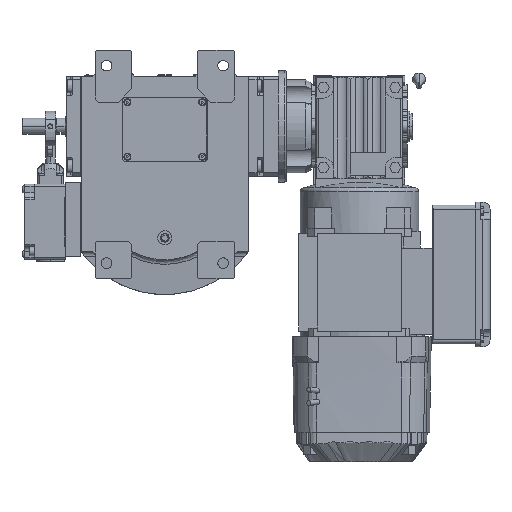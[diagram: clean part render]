
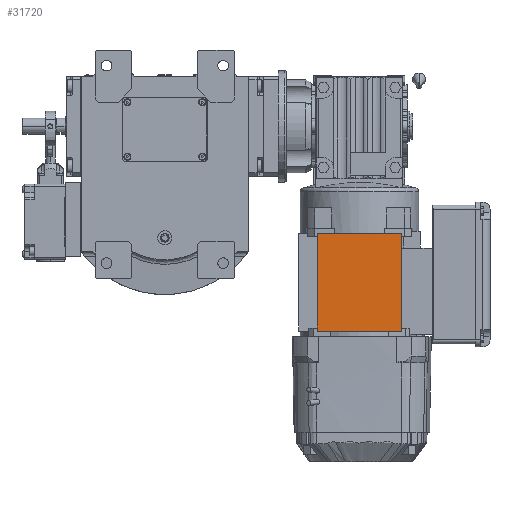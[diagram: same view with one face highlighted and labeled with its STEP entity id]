
A CAD part, front view. The second image highlights one B-rep face of the part: STEP entity #31720.
In plain terms, the highlighted face is planar.
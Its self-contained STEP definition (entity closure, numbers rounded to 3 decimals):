
#4713 = CARTESIAN_POINT ( 'NONE',  ( 202., -41.5, 83. ) ) ;
#5540 = VERTEX_POINT ( 'NONE', #62342 ) ;
#8112 = VERTEX_POINT ( 'NONE', #70167 ) ;
#12493 = VERTEX_POINT ( 'NONE', #35107 ) ;
#21595 = CARTESIAN_POINT ( 'NONE',  ( 202., -41.5, 83. ) ) ;
#22462 = CARTESIAN_POINT ( 'NONE',  ( 202., 41.5, 83. ) ) ;
#26610 = EDGE_CURVE ( 'NONE', #12493, #8112, #39082, .T. ) ;
#27481 = CARTESIAN_POINT ( 'NONE',  ( 106., -41.5, 83. ) ) ;
#31720 = ADVANCED_FACE ( 'NONE', ( #61785 ), #94644, .T. ) ;
#35107 = CARTESIAN_POINT ( 'NONE',  ( 202., -41.5, 83. ) ) ;
#39082 = LINE ( 'NONE', #63815, #100643 ) ;
#40221 = LINE ( 'NONE', #22462, #81511 ) ;
#41065 = VECTOR ( 'NONE', #54496, 1000. ) ;
#43585 = VECTOR ( 'NONE', #99174, 1000. ) ;
#49193 = VERTEX_POINT ( 'NONE', #96398 ) ;
#52342 = ORIENTED_EDGE ( 'NONE', *, *, #26610, .T. ) ;
#54496 = DIRECTION ( 'NONE',  ( -1., 0., 0. ) ) ;
#54734 = EDGE_CURVE ( 'NONE', #5540, #49193, #58782, .T. ) ;
#56362 = DIRECTION ( 'NONE',  ( 1., 0., 0. ) ) ;
#58782 = LINE ( 'NONE', #27481, #43585 ) ;
#59921 = EDGE_LOOP ( 'NONE', ( #105217, #70739, #52342, #67308 ) ) ;
#61785 = FACE_OUTER_BOUND ( 'NONE', #59921, .T. ) ;
#62342 = CARTESIAN_POINT ( 'NONE',  ( 106., -41.5, 83. ) ) ;
#63815 = CARTESIAN_POINT ( 'NONE',  ( 202., -41.5, 83. ) ) ;
#66971 = AXIS2_PLACEMENT_3D ( 'NONE', #4713, #80603, #56362 ) ;
#67308 = ORIENTED_EDGE ( 'NONE', *, *, #85594, .T. ) ;
#70167 = CARTESIAN_POINT ( 'NONE',  ( 202., 41.5, 83. ) ) ;
#70739 = ORIENTED_EDGE ( 'NONE', *, *, #91310, .F. ) ;
#78739 = LINE ( 'NONE', #21595, #41065 ) ;
#80603 = DIRECTION ( 'NONE',  ( 0., 0., 1. ) ) ;
#81511 = VECTOR ( 'NONE', #89257, 1000. ) ;
#85594 = EDGE_CURVE ( 'NONE', #8112, #49193, #40221, .T. ) ;
#88091 = DIRECTION ( 'NONE',  ( 0., 1., 0. ) ) ;
#89257 = DIRECTION ( 'NONE',  ( -1., 0., 0. ) ) ;
#91310 = EDGE_CURVE ( 'NONE', #12493, #5540, #78739, .T. ) ;
#94644 = PLANE ( 'NONE',  #66971 ) ;
#96398 = CARTESIAN_POINT ( 'NONE',  ( 106., 41.5, 83. ) ) ;
#99174 = DIRECTION ( 'NONE',  ( 0., 1., 0. ) ) ;
#100643 = VECTOR ( 'NONE', #88091, 1000. ) ;
#105217 = ORIENTED_EDGE ( 'NONE', *, *, #54734, .F. ) ;
